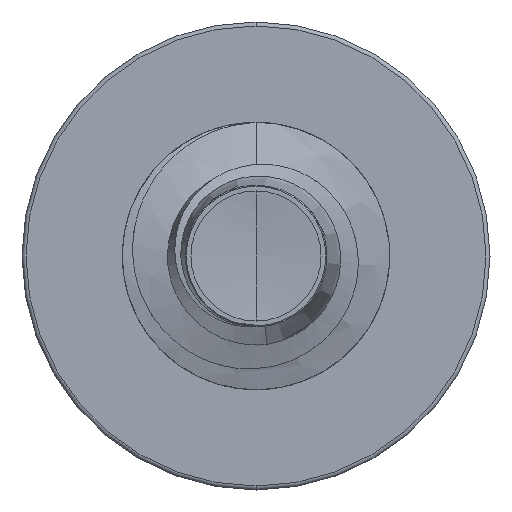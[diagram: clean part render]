
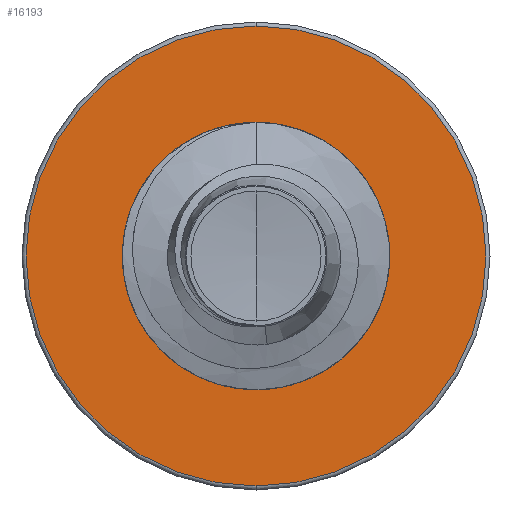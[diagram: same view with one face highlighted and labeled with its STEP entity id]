
A CAD part, front view. The second image highlights one B-rep face of the part: STEP entity #16193.
In plain terms, the highlighted planar face has unit normal (0, -1, 0).
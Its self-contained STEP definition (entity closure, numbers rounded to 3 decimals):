
#122 = CIRCLE ( 'NONE', #14484, 6.88 ) ;
#644 = AXIS2_PLACEMENT_3D ( 'NONE', #14023, #5669, #15150 ) ;
#672 = AXIS2_PLACEMENT_3D ( 'NONE', #2762, #13206, #4511 ) ;
#1154 = AXIS2_PLACEMENT_3D ( 'NONE', #16648, #15564, #7852 ) ;
#1320 = EDGE_CURVE ( 'NONE', #14341, #5658, #122, .T. ) ;
#1659 = AXIS2_PLACEMENT_3D ( 'NONE', #5268, #14886, #6894 ) ;
#2762 = CARTESIAN_POINT ( 'NONE',  ( 0., 25., 0. ) ) ;
#2946 = EDGE_LOOP ( 'NONE', ( #5206, #15539 ) ) ;
#4511 = DIRECTION ( 'NONE',  ( 0., 0., 1. ) ) ;
#5043 = CARTESIAN_POINT ( 'NONE',  ( 0., 25., 6.88 ) ) ;
#5206 = ORIENTED_EDGE ( 'NONE', *, *, #15580, .T. ) ;
#5268 = CARTESIAN_POINT ( 'NONE',  ( 0., 25., 0. ) ) ;
#5658 = VERTEX_POINT ( 'NONE', #5043 ) ;
#5669 = DIRECTION ( 'NONE',  ( 0., 1., 0. ) ) ;
#6894 = DIRECTION ( 'NONE',  ( 0., 0., 1. ) ) ;
#7063 = FACE_OUTER_BOUND ( 'NONE', #15885, .T. ) ;
#7852 = DIRECTION ( 'NONE',  ( 0., 0., 1. ) ) ;
#8180 = CIRCLE ( 'NONE', #1659, 3.694 ) ;
#9303 = CARTESIAN_POINT ( 'NONE',  ( 0., 25., -3.694 ) ) ;
#9420 = CARTESIAN_POINT ( 'NONE',  ( 0., 25., 0. ) ) ;
#9973 = CARTESIAN_POINT ( 'NONE',  ( 0., 25., -6.88 ) ) ;
#10878 = DIRECTION ( 'NONE',  ( 0., 0., 1. ) ) ;
#12054 = PLANE ( 'NONE',  #1154 ) ;
#12070 = CIRCLE ( 'NONE', #644, 6.88 ) ;
#12380 = VERTEX_POINT ( 'NONE', #9303 ) ;
#12887 = FACE_BOUND ( 'NONE', #2946, .T. ) ;
#13206 = DIRECTION ( 'NONE',  ( 0., 1., 0. ) ) ;
#14023 = CARTESIAN_POINT ( 'NONE',  ( 0., 25., 0. ) ) ;
#14172 = ORIENTED_EDGE ( 'NONE', *, *, #16676, .F. ) ;
#14341 = VERTEX_POINT ( 'NONE', #9973 ) ;
#14484 = AXIS2_PLACEMENT_3D ( 'NONE', #9420, #17796, #10878 ) ;
#14807 = VERTEX_POINT ( 'NONE', #16171 ) ;
#14886 = DIRECTION ( 'NONE',  ( 0., 1., 0. ) ) ;
#15150 = DIRECTION ( 'NONE',  ( 0., 0., 1. ) ) ;
#15539 = ORIENTED_EDGE ( 'NONE', *, *, #16924, .T. ) ;
#15564 = DIRECTION ( 'NONE',  ( 0., 1., 0. ) ) ;
#15580 = EDGE_CURVE ( 'NONE', #14807, #12380, #8180, .T. ) ;
#15885 = EDGE_LOOP ( 'NONE', ( #14172, #16914 ) ) ;
#15918 = CIRCLE ( 'NONE', #672, 3.694 ) ;
#16171 = CARTESIAN_POINT ( 'NONE',  ( 0., 25., 3.694 ) ) ;
#16193 = ADVANCED_FACE ( 'NONE', ( #7063, #12887 ), #12054, .F. ) ;
#16648 = CARTESIAN_POINT ( 'NONE',  ( 0., 25., -3.694 ) ) ;
#16676 = EDGE_CURVE ( 'NONE', #5658, #14341, #12070, .T. ) ;
#16914 = ORIENTED_EDGE ( 'NONE', *, *, #1320, .F. ) ;
#16924 = EDGE_CURVE ( 'NONE', #12380, #14807, #15918, .T. ) ;
#17796 = DIRECTION ( 'NONE',  ( 0., 1., 0. ) ) ;
